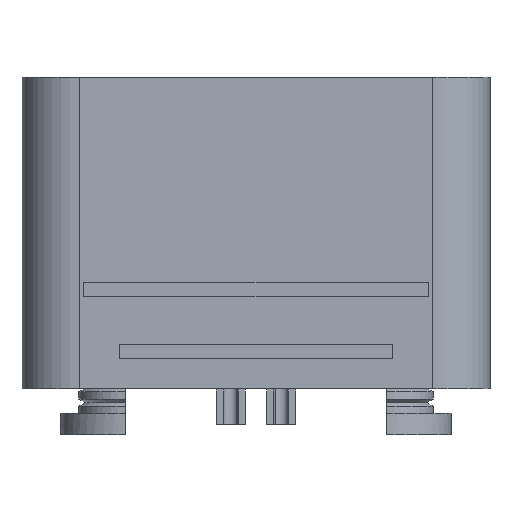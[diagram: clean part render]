
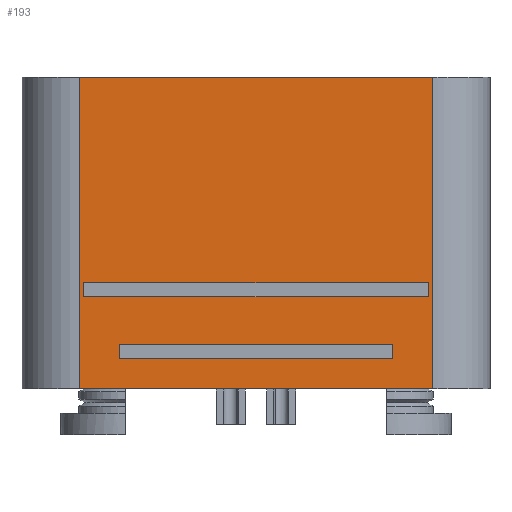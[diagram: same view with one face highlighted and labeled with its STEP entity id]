
A CAD part, left-side view. The second image highlights one B-rep face of the part: STEP entity #193.
In plain terms, the highlighted planar face has unit normal (-1, 0, 0).
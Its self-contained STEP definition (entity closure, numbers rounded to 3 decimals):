
#18=FACE_BOUND('',#750,.T.);
#19=FACE_BOUND('',#751,.T.);
#193=ADVANCED_FACE('',(#469,#18,#19),#4164,.T.);
#469=FACE_OUTER_BOUND('',#749,.T.);
#749=EDGE_LOOP('',(#1553,#1554,#1555,#1556));
#750=EDGE_LOOP('',(#1557,#1558,#1559,#1560));
#751=EDGE_LOOP('',(#1561,#1562,#1563,#1564));
#1553=ORIENTED_EDGE('',*,*,#2568,.T.);
#1554=ORIENTED_EDGE('',*,*,#2569,.T.);
#1555=ORIENTED_EDGE('',*,*,#2570,.F.);
#1556=ORIENTED_EDGE('',*,*,#2566,.F.);
#1557=ORIENTED_EDGE('',*,*,#2635,.T.);
#1558=ORIENTED_EDGE('',*,*,#2644,.F.);
#1559=ORIENTED_EDGE('',*,*,#2636,.F.);
#1560=ORIENTED_EDGE('',*,*,#2637,.F.);
#1561=ORIENTED_EDGE('',*,*,#2659,.F.);
#1562=ORIENTED_EDGE('',*,*,#2664,.F.);
#1563=ORIENTED_EDGE('',*,*,#2666,.F.);
#1564=ORIENTED_EDGE('',*,*,#2655,.F.);
#2566=EDGE_CURVE('',#3764,#3765,#3298,.T.);
#2568=EDGE_CURVE('',#3764,#3766,#3300,.T.);
#2569=EDGE_CURVE('',#3766,#3767,#3301,.T.);
#2570=EDGE_CURVE('',#3765,#3767,#3302,.T.);
#2635=EDGE_CURVE('',#3814,#3815,#3009,.T.);
#2636=EDGE_CURVE('',#3816,#3817,#3010,.T.);
#2637=EDGE_CURVE('',#3814,#3816,#3011,.T.);
#2644=EDGE_CURVE('',#3817,#3815,#3016,.T.);
#2655=EDGE_CURVE('',#3826,#3827,#3021,.T.);
#2659=EDGE_CURVE('',#3829,#3826,#3025,.T.);
#2664=EDGE_CURVE('',#3828,#3829,#3028,.T.);
#2666=EDGE_CURVE('',#3827,#3828,#3030,.T.);
#3009=B_SPLINE_CURVE_WITH_KNOTS('',1,(#7076,#7077),.UNSPECIFIED.,.F.,.F.,
(2,2),(0.5,23.5),.UNSPECIFIED.);
#3010=B_SPLINE_CURVE_WITH_KNOTS('',1,(#7078,#7079),.UNSPECIFIED.,.F.,.F.,
(2,2),(0.5,23.5),.UNSPECIFIED.);
#3011=B_SPLINE_CURVE_WITH_KNOTS('',1,(#7080,#7081),.UNSPECIFIED.,.F.,.F.,
(2,2),(0.,1.),.UNSPECIFIED.);
#3016=B_SPLINE_CURVE_WITH_KNOTS('',1,(#7096,#7097),.UNSPECIFIED.,.F.,.F.,
(2,2),(0.,1.),.UNSPECIFIED.);
#3021=B_SPLINE_CURVE_WITH_KNOTS('',1,(#7120,#7121),.UNSPECIFIED.,.F.,.F.,
(2,2),(0.5,18.5),.UNSPECIFIED.);
#3025=B_SPLINE_CURVE_WITH_KNOTS('',1,(#7128,#7129),.UNSPECIFIED.,.F.,.F.,
(2,2),(0.,1.),.UNSPECIFIED.);
#3028=B_SPLINE_CURVE_WITH_KNOTS('',1,(#7140,#7141),.UNSPECIFIED.,.F.,.F.,
(2,2),(20.5,38.5),.UNSPECIFIED.);
#3030=B_SPLINE_CURVE_WITH_KNOTS('',1,(#7144,#7145),.UNSPECIFIED.,.F.,.F.,
(2,2),(0.,1.),.UNSPECIFIED.);
#3298=(
BOUNDED_CURVE()
B_SPLINE_CURVE(1,(#6887,#6888),.UNSPECIFIED.,.F.,.F.)
B_SPLINE_CURVE_WITH_KNOTS((2,2),(0.,21.7),.UNSPECIFIED.)
CURVE()
GEOMETRIC_REPRESENTATION_ITEM()
RATIONAL_B_SPLINE_CURVE((1.,1.))
REPRESENTATION_ITEM('')
);
#3300=(
BOUNDED_CURVE()
B_SPLINE_CURVE(2,(#6892,#6893,#6894),.UNSPECIFIED.,.F.,.F.)
B_SPLINE_CURVE_WITH_KNOTS((3,3),(277.656,302.216),
 .UNSPECIFIED.)
CURVE()
GEOMETRIC_REPRESENTATION_ITEM()
RATIONAL_B_SPLINE_CURVE((1.,1.,1.))
REPRESENTATION_ITEM('')
);
#3301=(
BOUNDED_CURVE()
B_SPLINE_CURVE(1,(#6895,#6896),.UNSPECIFIED.,.F.,.F.)
B_SPLINE_CURVE_WITH_KNOTS((2,2),(0.,21.7),.UNSPECIFIED.)
CURVE()
GEOMETRIC_REPRESENTATION_ITEM()
RATIONAL_B_SPLINE_CURVE((1.,1.))
REPRESENTATION_ITEM('')
);
#3302=(
BOUNDED_CURVE()
B_SPLINE_CURVE(2,(#6897,#6898,#6899),.UNSPECIFIED.,.F.,.F.)
B_SPLINE_CURVE_WITH_KNOTS((3,3),(277.656,302.216),
 .UNSPECIFIED.)
CURVE()
GEOMETRIC_REPRESENTATION_ITEM()
RATIONAL_B_SPLINE_CURVE((1.,1.,1.))
REPRESENTATION_ITEM('')
);
#3764=VERTEX_POINT('',#6576);
#3765=VERTEX_POINT('',#6577);
#3766=VERTEX_POINT('',#6578);
#3767=VERTEX_POINT('',#6579);
#3814=VERTEX_POINT('',#6626);
#3815=VERTEX_POINT('',#6627);
#3816=VERTEX_POINT('',#6628);
#3817=VERTEX_POINT('',#6629);
#3826=VERTEX_POINT('',#6638);
#3827=VERTEX_POINT('',#6639);
#3828=VERTEX_POINT('',#6640);
#3829=VERTEX_POINT('',#6641);
#4164=PLANE('',#4385);
#4385=AXIS2_PLACEMENT_3D('',#6458,#4585,$);
#4585=DIRECTION('',(-1.,0.,0.));
#6458=CARTESIAN_POINT('',(-74.463,-16.691,129.646));
#6576=CARTESIAN_POINT('',(-74.463,-16.691,129.646));
#6577=CARTESIAN_POINT('',(-74.463,-16.691,107.946));
#6578=CARTESIAN_POINT('',(-74.463,7.869,129.646));
#6579=CARTESIAN_POINT('',(-74.463,7.869,107.946));
#6626=CARTESIAN_POINT('',(-74.463,-15.911,114.346));
#6627=CARTESIAN_POINT('',(-74.463,7.089,114.346));
#6628=CARTESIAN_POINT('',(-74.463,-15.911,115.346));
#6629=CARTESIAN_POINT('',(-74.463,7.089,115.346));
#6638=CARTESIAN_POINT('',(-74.463,-13.411,111.046));
#6639=CARTESIAN_POINT('',(-74.463,4.589,111.046));
#6640=CARTESIAN_POINT('',(-74.463,4.589,110.046));
#6641=CARTESIAN_POINT('',(-74.463,-13.411,110.046));
#6887=CARTESIAN_POINT('',(-74.463,-16.691,129.646));
#6888=CARTESIAN_POINT('',(-74.463,-16.691,107.946));
#6892=CARTESIAN_POINT('',(-74.463,-16.691,129.646));
#6893=CARTESIAN_POINT('',(-74.463,-4.411,129.646));
#6894=CARTESIAN_POINT('',(-74.463,7.869,129.646));
#6895=CARTESIAN_POINT('',(-74.463,7.869,129.646));
#6896=CARTESIAN_POINT('',(-74.463,7.869,107.946));
#6897=CARTESIAN_POINT('',(-74.463,-16.691,107.946));
#6898=CARTESIAN_POINT('',(-74.463,-4.411,107.946));
#6899=CARTESIAN_POINT('',(-74.463,7.869,107.946));
#7076=CARTESIAN_POINT('',(-74.463,-15.911,114.346));
#7077=CARTESIAN_POINT('',(-74.463,7.089,114.346));
#7078=CARTESIAN_POINT('',(-74.463,-15.911,115.346));
#7079=CARTESIAN_POINT('',(-74.463,7.089,115.346));
#7080=CARTESIAN_POINT('',(-74.463,-15.911,114.346));
#7081=CARTESIAN_POINT('',(-74.463,-15.911,115.346));
#7096=CARTESIAN_POINT('',(-74.463,7.089,115.346));
#7097=CARTESIAN_POINT('',(-74.463,7.089,114.346));
#7120=CARTESIAN_POINT('',(-74.463,-13.411,111.046));
#7121=CARTESIAN_POINT('',(-74.463,4.589,111.046));
#7128=CARTESIAN_POINT('',(-74.463,-13.411,110.046));
#7129=CARTESIAN_POINT('',(-74.463,-13.411,111.046));
#7140=CARTESIAN_POINT('',(-74.463,4.589,110.046));
#7141=CARTESIAN_POINT('',(-74.463,-13.411,110.046));
#7144=CARTESIAN_POINT('',(-74.463,4.589,111.046));
#7145=CARTESIAN_POINT('',(-74.463,4.589,110.046));
